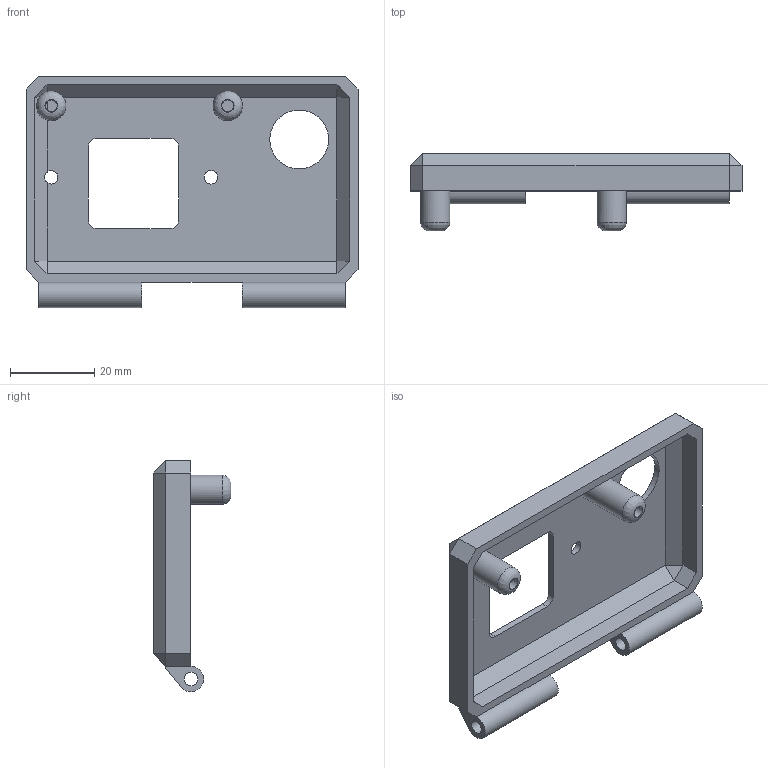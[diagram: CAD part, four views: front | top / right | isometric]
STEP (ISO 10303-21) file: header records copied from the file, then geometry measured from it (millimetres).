
FILE_DESCRIPTION(('FreeCAD Model'),'2;1');
FILE_NAME('Open CASCADE Shape Model','2024-12-25T20:53:16',(''),(''), 'Open CASCADE STEP processor 7.6','FreeCAD','Unknown');
FILE_SCHEMA(('AUTOMOTIVE_DESIGN { 1 0 10303 214 1 1 1 1 }'));
Length unit declared in the file: millimetre
Products named in the file (1): hinged.case
Bounding box: 79 x 18.5 x 55 mm (x, y, z)
Volume: 10976.7 mm3; surface area: 11978.7 mm2
Topology: 1 solids, 1 shells, 73 faces, 174 edges, 105 vertices
Faces by surface type: plane 54, cylinder 17, revolution 2
Full cylindrical faces by diameter (mm): 2.8 x2, 3.2 x4, 7 x2, 14 x1
Entity records: 4450 total; most frequent: CARTESIAN_POINT 851, DIRECTION 680, LINE 404, VECTOR 404, ORIENTED_EDGE 348, PCURVE 348, DEFINITIONAL_REPRESENTATION 348, EDGE_CURVE 174
